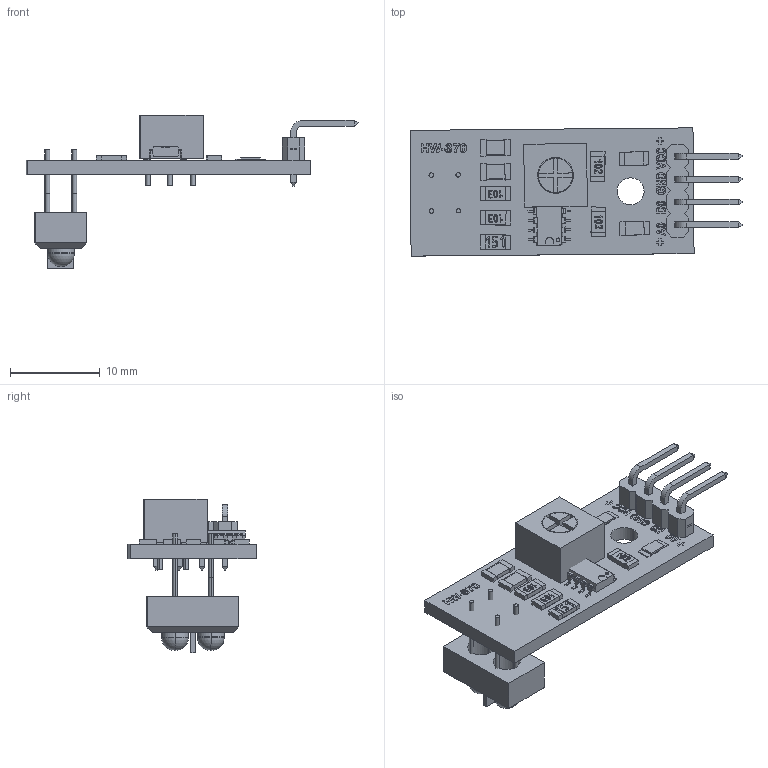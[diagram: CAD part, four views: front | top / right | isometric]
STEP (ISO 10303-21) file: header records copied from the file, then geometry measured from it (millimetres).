
FILE_DESCRIPTION(('STEP AP214'),'1');
FILE_NAME('TCRT5000.stp','2025-01-12T13:11:15',(' '),(' '),'Spatial InterOp 3D',' ',' ');
FILE_SCHEMA(('AUTOMOTIVE_DESIGN { 1 0 10303 214 1 1 1 1 }'));
Length unit declared in the file: metre
Products named in the file (35): TCRT5000; leds; leds Geometry; pin; part; IC_smd_8; smd_10k; smd_10k Geometry; cover; smd_150; smd_150 Geometry; cover2; Surf; Surf Geometry; cover3; LED_SMD; smd_1k; smd_1k Geometry; cover4; pot; pot Geometry; pin2; leds2; leds2 Geometry; pins; Board; Board Geometry; TXT; 4PinsOut; 4PinsOut Geometry; pin3
Assembly tree (41 placements, depth 4):
  TCRT5000
    TCRT5000
    part
      leds
        leds Geometry
        pin
      IC_smd_8
      smd_10k
        smd_10k Geometry
        cover
      smd_150
        smd_150 Geometry
        cover2
      smd_10k
        smd_10k Geometry
        cover
      Surf
        Surf Geometry
        cover3
      Surf
        Surf Geometry
        cover3
      LED_SMD  x2
      smd_1k
        smd_1k Geometry
        cover4
      smd_1k
        smd_1k Geometry
        cover4
    pot
      pot Geometry
      pin2
    leds2
      leds2 Geometry
      pins
    Board
      Board Geometry
      TXT
    4PinsOut
      4PinsOut Geometry
      pin3
Bounding box: 36.96 x 14.27 x 17.14 mm (x, y, z)
Volume: 1758 mm3; surface area: 3488.4 mm2
Topology: 55 solids, 55 shells, 1330 faces, 3380 edges, 2235 vertices
Faces by surface type: plane 887, extrusion 306, cylinder 129, sphere 8
Entity records: 38161 total; most frequent: CARTESIAN_POINT 10244, ORIENTED_EDGE 5760, DIRECTION 4806, EDGE_CURVE 2880, VECTOR 2342, LINE 2109, VERTEX_POINT 1907, AXIS2_PLACEMENT_3D 1232
